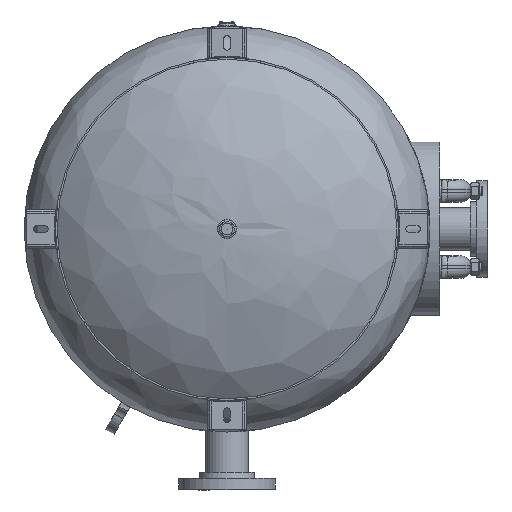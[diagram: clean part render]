
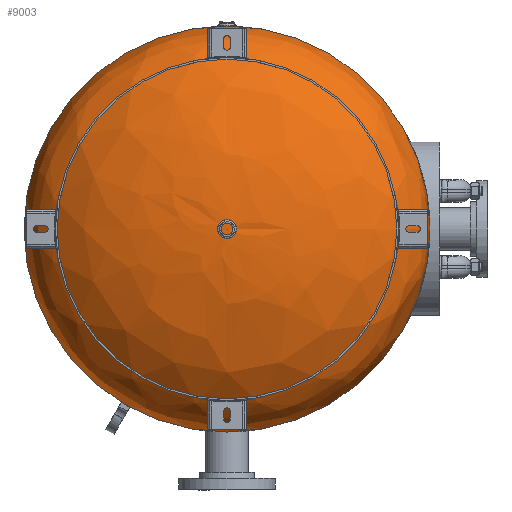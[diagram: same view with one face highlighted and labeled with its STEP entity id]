
A CAD part, front view. The second image highlights one B-rep face of the part: STEP entity #9003.
In plain terms, the highlighted free-form (B-spline) face has degree [2, 2] with [3, 9] control points.
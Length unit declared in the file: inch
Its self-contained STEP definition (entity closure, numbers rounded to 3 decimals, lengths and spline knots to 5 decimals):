
#922=ELLIPSE('',#10010,21.,10.6875);
#986=(
BOUNDED_SURFACE()
B_SPLINE_SURFACE(2,2,((#13757,#13758,#13759,#13760,#13761,#13762,#13763,
#13764,#13765),(#13766,#13767,#13768,#13769,#13770,#13771,#13772,#13773,
#13774),(#13775,#13776,#13777,#13778,#13779,#13780,#13781,#13782,#13783)),
 .UNSPECIFIED.,.F.,.T.,.F.)
B_SPLINE_SURFACE_WITH_KNOTS((3,3),(3,2,2,2,3),(0.,1.5708),
(0.,1.5708,3.14159,4.71239,6.28319),
 .UNSPECIFIED.)
GEOMETRIC_REPRESENTATION_ITEM()
RATIONAL_B_SPLINE_SURFACE(((1.,0.707,1.,0.707,1.,
0.707,1.,0.707,1.),(0.707,0.5,0.707,
0.5,0.707,0.5,0.707,0.5,0.707),(1.,
0.707,1.,0.707,1.,0.707,1.,0.707,
1.)))
REPRESENTATION_ITEM('')
SURFACE()
);
#2252=FACE_OUTER_BOUND('',#2773,.T.);
#2773=EDGE_LOOP('',(#6251,#6252,#6253,#6254));
#3396=CIRCLE('',#10000,21.);
#3397=CIRCLE('',#10001,21.);
#3881=VERTEX_POINT('',#13738);
#3882=VERTEX_POINT('',#13740);
#3888=VERTEX_POINT('',#13784);
#4816=EDGE_CURVE('',#3881,#3882,#3396,.T.);
#4817=EDGE_CURVE('',#3882,#3881,#3397,.T.);
#4825=EDGE_CURVE('',#3888,#3882,#922,.T.);
#6251=ORIENTED_EDGE('',*,*,#4825,.T.);
#6252=ORIENTED_EDGE('',*,*,#4816,.F.);
#6253=ORIENTED_EDGE('',*,*,#4817,.F.);
#6254=ORIENTED_EDGE('',*,*,#4825,.F.);
#9003=ADVANCED_FACE('',(#2252),#986,.T.);
#10000=AXIS2_PLACEMENT_3D('',#13741,#11098,#11099);
#10001=AXIS2_PLACEMENT_3D('',#13742,#11100,#11101);
#10010=AXIS2_PLACEMENT_3D('',#13785,#11119,#11120);
#11098=DIRECTION('center_axis',(0.,-1.,0.));
#11099=DIRECTION('ref_axis',(1.,0.,0.));
#11100=DIRECTION('center_axis',(0.,-1.,0.));
#11101=DIRECTION('ref_axis',(1.,0.,0.));
#11119=DIRECTION('center_axis',(0.,0.,-1.));
#11120=DIRECTION('ref_axis',(1.,0.,0.));
#13738=CARTESIAN_POINT('',(-21.,0.,0.));
#13740=CARTESIAN_POINT('',(21.,0.,0.));
#13741=CARTESIAN_POINT('Origin',(0.,0.,0.));
#13742=CARTESIAN_POINT('Origin',(0.,0.,0.));
#13757=CARTESIAN_POINT('Ctrl Pts',(21.,0.,0.));
#13758=CARTESIAN_POINT('Ctrl Pts',(21.,0.,21.));
#13759=CARTESIAN_POINT('Ctrl Pts',(0.,0.,21.));
#13760=CARTESIAN_POINT('Ctrl Pts',(-21.,0.,21.));
#13761=CARTESIAN_POINT('Ctrl Pts',(-21.,0.,0.));
#13762=CARTESIAN_POINT('Ctrl Pts',(-21.,0.,-21.));
#13763=CARTESIAN_POINT('Ctrl Pts',(0.,0.,-21.));
#13764=CARTESIAN_POINT('Ctrl Pts',(21.,0.,-21.));
#13765=CARTESIAN_POINT('Ctrl Pts',(21.,0.,0.));
#13766=CARTESIAN_POINT('Ctrl Pts',(21.,10.6875,0.));
#13767=CARTESIAN_POINT('Ctrl Pts',(21.,10.6875,21.));
#13768=CARTESIAN_POINT('Ctrl Pts',(0.,10.6875,21.));
#13769=CARTESIAN_POINT('Ctrl Pts',(-21.,10.6875,21.));
#13770=CARTESIAN_POINT('Ctrl Pts',(-21.,10.6875,0.));
#13771=CARTESIAN_POINT('Ctrl Pts',(-21.,10.6875,-21.));
#13772=CARTESIAN_POINT('Ctrl Pts',(0.,10.6875,-21.));
#13773=CARTESIAN_POINT('Ctrl Pts',(21.,10.6875,-21.));
#13774=CARTESIAN_POINT('Ctrl Pts',(21.,10.6875,0.));
#13775=CARTESIAN_POINT('Ctrl Pts',(0.,10.6875,0.));
#13776=CARTESIAN_POINT('Ctrl Pts',(0.,10.6875,0.));
#13777=CARTESIAN_POINT('Ctrl Pts',(0.,10.6875,0.));
#13778=CARTESIAN_POINT('Ctrl Pts',(0.,10.6875,0.));
#13779=CARTESIAN_POINT('Ctrl Pts',(0.,10.6875,0.));
#13780=CARTESIAN_POINT('Ctrl Pts',(0.,10.6875,0.));
#13781=CARTESIAN_POINT('Ctrl Pts',(0.,10.6875,0.));
#13782=CARTESIAN_POINT('Ctrl Pts',(0.,10.6875,0.));
#13783=CARTESIAN_POINT('Ctrl Pts',(0.,10.6875,0.));
#13784=CARTESIAN_POINT('',(0.,10.6875,0.));
#13785=CARTESIAN_POINT('Origin',(0.,0.,0.));
